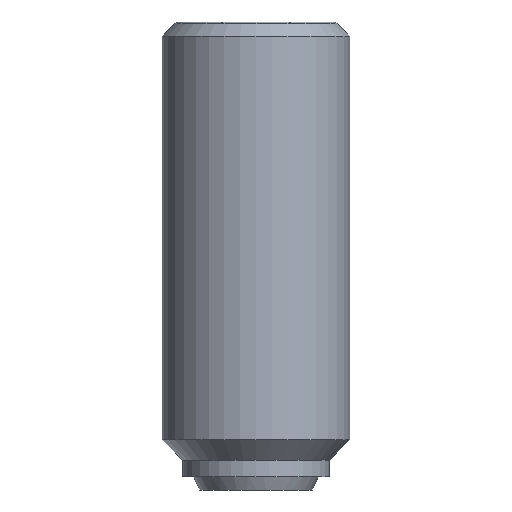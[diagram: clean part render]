
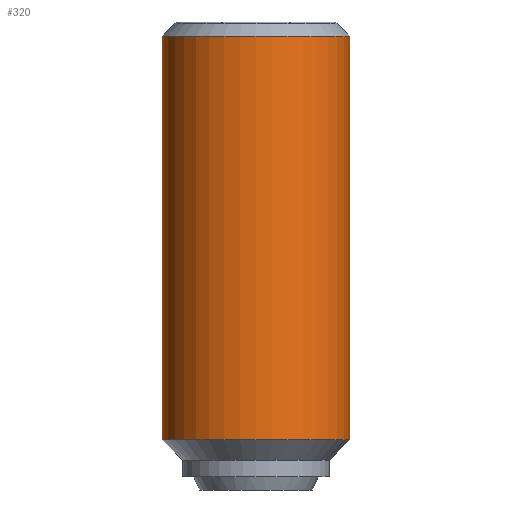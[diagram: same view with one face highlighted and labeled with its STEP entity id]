
A CAD part, front view. The second image highlights one B-rep face of the part: STEP entity #320.
In plain terms, the highlighted cylindrical face has radius 5 mm (diameter 10 mm), a partial arc.
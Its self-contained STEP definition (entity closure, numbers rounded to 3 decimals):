
#138=EDGE_CURVE('',#172,#298,#364,.T.);
#140=EDGE_CURVE('',#190,#298,#366,.T.);
#148=EDGE_CURVE('',#172,#224,#374,.T.);
#172=VERTEX_POINT('',#401);
#190=VERTEX_POINT('',#424);
#224=VERTEX_POINT('',#460);
#298=VERTEX_POINT('',#542);
#302=EDGE_CURVE('',#224,#190,#546,.T.);
#320=ADVANCED_FACE('',(#565),#566,.T.);
#364=CIRCLE('',#606,5.0);
#366=LINE('',#609,#610);
#374=LINE('',#629,#630);
#401=CARTESIAN_POINT('',(-5.,0.,-22.325));
#424=CARTESIAN_POINT('',(5.,0.,-0.75));
#460=CARTESIAN_POINT('',(-5.,0.,-0.75));
#542=CARTESIAN_POINT('',(5.,0.,-22.325));
#546=CIRCLE('',#890,5.0);
#565=FACE_OUTER_BOUND('',#916,.T.);
#566=CYLINDRICAL_SURFACE('',#917,5.0);
#606=AXIS2_PLACEMENT_3D('',#964,#965,#966);
#609=CARTESIAN_POINT('',(5.,0.,-11.538));
#610=VECTOR('',#967,1.0);
#629=CARTESIAN_POINT('',(-5.,0.,-11.538));
#630=VECTOR('',#972,1.0);
#890=AXIS2_PLACEMENT_3D('',#1167,#1168,#1169);
#916=EDGE_LOOP('',(#1184,#1185,#1186,#1187));
#917=AXIS2_PLACEMENT_3D('',#1188,#1189,#1190);
#964=CARTESIAN_POINT('',(0.,0.,-22.325));
#965=DIRECTION('',(0.0,0.0,1.0));
#966=DIRECTION('',(-1.0,0.,0.0));
#967=DIRECTION('',(-0.0,-0.0,-1.0));
#972=DIRECTION('',(0.0,0.0,1.0));
#1167=CARTESIAN_POINT('',(0.,0.,-0.75));
#1168=DIRECTION('',(0.0,0.0,1.0));
#1169=DIRECTION('',(-1.0,0.,0.0));
#1184=ORIENTED_EDGE('',*,*,#148,.F.);
#1185=ORIENTED_EDGE('',*,*,#138,.T.);
#1186=ORIENTED_EDGE('',*,*,#140,.F.);
#1187=ORIENTED_EDGE('',*,*,#302,.F.);
#1188=CARTESIAN_POINT('',(0.,0.,-11.538));
#1189=DIRECTION('',(-0.0,-0.0,-1.0));
#1190=DIRECTION('',(-1.0,0.,0.0));
